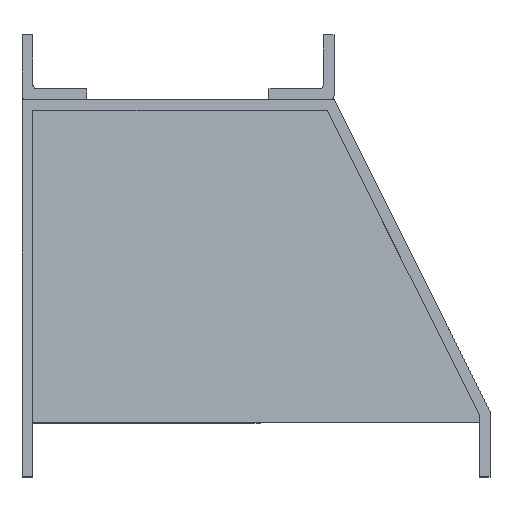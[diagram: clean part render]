
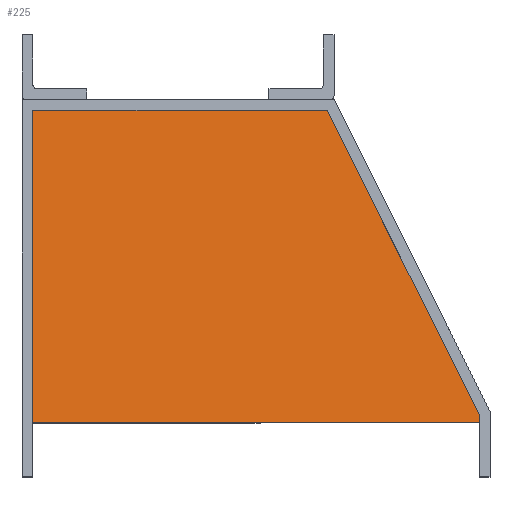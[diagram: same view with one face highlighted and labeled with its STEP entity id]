
A CAD part, top view. The second image highlights one B-rep face of the part: STEP entity #225.
In plain terms, the highlighted planar face has unit normal (0.316, 0, 0.949).
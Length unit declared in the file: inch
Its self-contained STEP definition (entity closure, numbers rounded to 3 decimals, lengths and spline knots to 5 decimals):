
#22 = DIRECTION ( 'NONE',  ( 0., -1., 0. ) ) ;
#58 = ORIENTED_EDGE ( 'NONE', *, *, #938, .F. ) ;
#72 = VECTOR ( 'NONE', #2957, 39.37008 ) ;
#80 = CARTESIAN_POINT ( 'NONE',  ( 7.04549, 6.95, 1.69503 ) ) ;
#166 = VECTOR ( 'NONE', #1729, 39.37008 ) ;
#187 = FACE_OUTER_BOUND ( 'NONE', #1079, .T. ) ;
#225 = ADVANCED_FACE ( 'NONE', ( #187 ), #1355, .T. ) ;
#318 = EDGE_CURVE ( 'NONE', #799, #1871, #1363, .T. ) ;
#357 = CARTESIAN_POINT ( 'NONE',  ( 1.21306, 6.95, 3.63917 ) ) ;
#370 = EDGE_CURVE ( 'NONE', #718, #799, #2374, .T. ) ;
#718 = VERTEX_POINT ( 'NONE', #80 ) ;
#730 = VECTOR ( 'NONE', #1470, 39.37008 ) ;
#747 = ORIENTED_EDGE ( 'NONE', *, *, #1603, .T. ) ;
#799 = VERTEX_POINT ( 'NONE', #2925 ) ;
#808 = CARTESIAN_POINT ( 'NONE',  ( 7.78105, 5.47888, 1.44984 ) ) ;
#858 = CARTESIAN_POINT ( 'NONE',  ( 1.21306, -0.25, 3.63917 ) ) ;
#908 = DIRECTION ( 'NONE',  ( 0.949, 0., -0.316 ) ) ;
#924 = DIRECTION ( 'NONE',  ( 0., 1., 0. ) ) ;
#938 = EDGE_CURVE ( 'NONE', #718, #1730, #1785, .T. ) ;
#1079 = EDGE_LOOP ( 'NONE', ( #1415, #747, #58, #2488, #2850 ) ) ;
#1181 = CARTESIAN_POINT ( 'NONE',  ( 10.55, -0.25, 0.52686 ) ) ;
#1355 = PLANE ( 'NONE',  #2694 ) ;
#1363 = LINE ( 'NONE', #2057, #1632 ) ;
#1394 = LINE ( 'NONE', #1615, #2025 ) ;
#1405 = CARTESIAN_POINT ( 'NONE',  ( 10.87906, 7.2, 0.41717 ) ) ;
#1415 = ORIENTED_EDGE ( 'NONE', *, *, #2378, .F. ) ;
#1470 = DIRECTION ( 'NONE',  ( -0.949, 0., 0.316 ) ) ;
#1603 = EDGE_CURVE ( 'NONE', #2180, #1730, #1394, .T. ) ;
#1615 = CARTESIAN_POINT ( 'NONE',  ( 10.55, 7.2, 0.52686 ) ) ;
#1632 = VECTOR ( 'NONE', #22, 39.37008 ) ;
#1729 = DIRECTION ( 'NONE',  ( 0.442, -0.885, -0.147 ) ) ;
#1730 = VERTEX_POINT ( 'NONE', #2197 ) ;
#1785 = LINE ( 'NONE', #808, #166 ) ;
#1871 = VERTEX_POINT ( 'NONE', #1894 ) ;
#1894 = CARTESIAN_POINT ( 'NONE',  ( 0.25, -0.25, 3.96019 ) ) ;
#2025 = VECTOR ( 'NONE', #924, 39.37008 ) ;
#2057 = CARTESIAN_POINT ( 'NONE',  ( 0.25, 7.2, 3.96019 ) ) ;
#2180 = VERTEX_POINT ( 'NONE', #1181 ) ;
#2197 = CARTESIAN_POINT ( 'NONE',  ( 10.55, -0.05902, 0.52686 ) ) ;
#2277 = DIRECTION ( 'NONE',  ( 0.316, 0., 0.949 ) ) ;
#2374 = LINE ( 'NONE', #357, #730 ) ;
#2378 = EDGE_CURVE ( 'NONE', #2180, #1871, #2478, .T. ) ;
#2478 = LINE ( 'NONE', #858, #72 ) ;
#2488 = ORIENTED_EDGE ( 'NONE', *, *, #370, .T. ) ;
#2694 = AXIS2_PLACEMENT_3D ( 'NONE', #1405, #2277, #908 ) ;
#2850 = ORIENTED_EDGE ( 'NONE', *, *, #318, .T. ) ;
#2925 = CARTESIAN_POINT ( 'NONE',  ( 0.25, 6.95, 3.96019 ) ) ;
#2957 = DIRECTION ( 'NONE',  ( -0.949, 0., 0.316 ) ) ;
